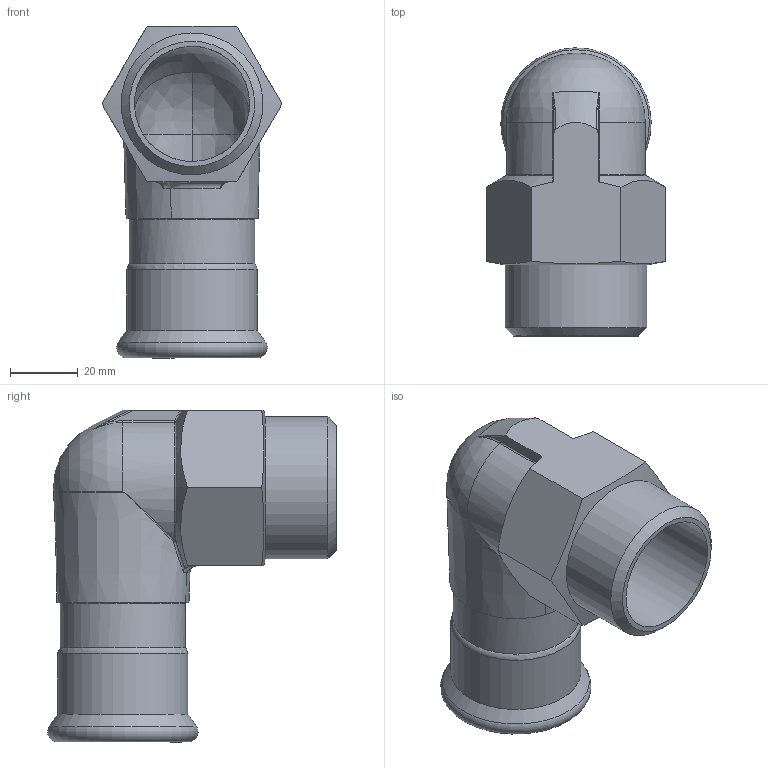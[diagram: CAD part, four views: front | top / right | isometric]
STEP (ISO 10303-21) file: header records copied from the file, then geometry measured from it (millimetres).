
FILE_DESCRIPTION(/* description */ (''),/* implementation_level */ '2;1');
FILE_NAME(/* name */ '43837.stp',/* time_stamp */ '2023-09-08T11:31:00+02:00',/* author */ ('JANAN'),/* organization */ (''),/* preprocessor_version */ 'ST-DEVELOPER v19.2',/* originating_system */ 'Autodesk Inventor 2023',/* authorisation */ '');
FILE_SCHEMA (('AUTOMOTIVE_DESIGN { 1 0 10303 214 3 1 1 }'));
Length unit declared in the file: millimetre
Products named in the file (1): tmp609B.tmp
Bounding box: 53.12 x 85.19 x 98 mm (x, y, z)
Volume: 61331.9 mm3; surface area: 34131.1 mm2
Topology: 1 solids, 1 shells, 74 faces, 187 edges, 113 vertices
Faces by surface type: bspline 20, cylinder 16, torus 11, cone 11, plane 11, sphere 5
Full cylindrical faces by diameter (mm): 34 x4, 35.3 x1, 35.9 x1, 37 x1, 38.4 x1, 41.91 x1
Entity records: 4617 total; most frequent: CARTESIAN_POINT 2834, ORIENTED_EDGE 368, DIRECTION 335, EDGE_CURVE 184, AXIS2_PLACEMENT_3D 149, VERTEX_POINT 113, CIRCLE 81, EDGE_LOOP 77
